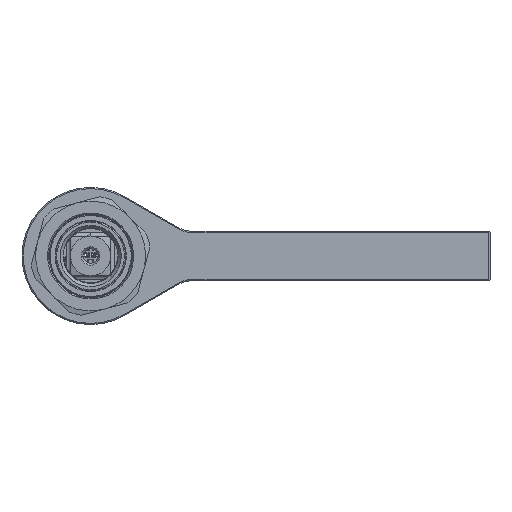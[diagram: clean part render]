
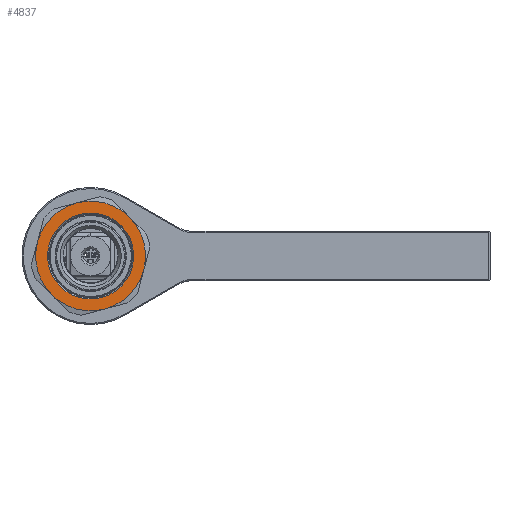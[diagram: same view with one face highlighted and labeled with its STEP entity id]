
A CAD part, left-side view. The second image highlights one B-rep face of the part: STEP entity #4837.
In plain terms, the highlighted planar face has unit normal (-1, 0, 0).
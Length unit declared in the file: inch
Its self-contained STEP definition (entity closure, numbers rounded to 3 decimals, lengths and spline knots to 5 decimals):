
#4317=CARTESIAN_POINT('',(-9.3009,0.,0.));
#4318=DIRECTION('',(1.,0.,0.));
#4319=DIRECTION('',(0.,0.966,0.259));
#4320=AXIS2_PLACEMENT_3D('',#4317,#4318,#4319);
#4322=CARTESIAN_POINT('',(-9.3009,0.,0.));
#4323=DIRECTION('',(1.,0.,0.));
#4324=DIRECTION('',(0.,0.707,0.707));
#4325=AXIS2_PLACEMENT_3D('',#4322,#4323,#4324);
#4327=CARTESIAN_POINT('',(-9.3009,0.,0.));
#4328=DIRECTION('',(1.,0.,0.));
#4329=DIRECTION('',(0.,0.259,0.966));
#4330=AXIS2_PLACEMENT_3D('',#4327,#4328,#4329);
#4332=CARTESIAN_POINT('',(-9.3009,0.,0.));
#4333=DIRECTION('',(1.,0.,0.));
#4334=DIRECTION('',(0.,-0.707,0.707));
#4335=AXIS2_PLACEMENT_3D('',#4332,#4333,#4334);
#4337=CARTESIAN_POINT('',(-9.3009,0.,0.));
#4338=DIRECTION('',(1.,0.,0.));
#4339=DIRECTION('',(0.,-0.966,-0.259));
#4340=AXIS2_PLACEMENT_3D('',#4337,#4338,#4339);
#4342=CARTESIAN_POINT('',(-9.3009,0.,0.));
#4343=DIRECTION('',(1.,0.,0.));
#4344=DIRECTION('',(0.,-0.259,-0.966));
#4345=AXIS2_PLACEMENT_3D('',#4342,#4343,#4344);
#4347=CARTESIAN_POINT('',(-9.3009,0.,0.));
#4348=DIRECTION('',(1.,0.,0.));
#4349=DIRECTION('',(0.,0.707,-0.707));
#4350=AXIS2_PLACEMENT_3D('',#4347,#4348,#4349);
#4352=CARTESIAN_POINT('',(-9.3009,0.,0.));
#4353=DIRECTION('',(-1.,0.,0.));
#4354=DIRECTION('',(0.,-0.707,0.707));
#4355=AXIS2_PLACEMENT_3D('',#4352,#4353,#4354);
#4357=CARTESIAN_POINT('',(-9.3009,0.,0.));
#4358=DIRECTION('',(-1.,0.,0.));
#4359=DIRECTION('',(0.,0.707,-0.707));
#4360=AXIS2_PLACEMENT_3D('',#4357,#4358,#4359);
#4720=CARTESIAN_POINT('',(-9.3009,0.35588,1.32815));
#4721=CARTESIAN_POINT('',(-9.3009,-0.97227,0.97227));
#4722=VERTEX_POINT('',#4720);
#4723=VERTEX_POINT('',#4721);
#4724=CARTESIAN_POINT('',(-9.3009,-1.32815,-0.35588));
#4725=VERTEX_POINT('',#4724);
#4726=CARTESIAN_POINT('',(-9.3009,-0.35588,-1.32815));
#4727=CARTESIAN_POINT('',(-9.3009,0.97227,-0.97227));
#4728=VERTEX_POINT('',#4726);
#4729=VERTEX_POINT('',#4727);
#4730=CARTESIAN_POINT('',(-9.3009,1.32815,0.35588));
#4731=VERTEX_POINT('',#4730);
#4732=CARTESIAN_POINT('',(-9.3009,-0.76226,0.76226));
#4733=CARTESIAN_POINT('',(-9.3009,0.76226,-0.76226));
#4734=VERTEX_POINT('',#4732);
#4735=VERTEX_POINT('',#4733);
#4742=CARTESIAN_POINT('',(-9.3009,0.97227,0.97227));
#4743=VERTEX_POINT('',#4742);
#4810=CARTESIAN_POINT('',(-9.3009,0.,0.));
#4811=DIRECTION('',(1.,0.,0.));
#4812=DIRECTION('',(0.,0.707,-0.707));
#4813=AXIS2_PLACEMENT_3D('',#4810,#4811,#4812);
#4814=PLANE('',#4813);
#4816=ORIENTED_EDGE('',*,*,#4815,.T.);
#4818=ORIENTED_EDGE('',*,*,#4817,.T.);
#4820=ORIENTED_EDGE('',*,*,#4819,.T.);
#4822=ORIENTED_EDGE('',*,*,#4821,.T.);
#4824=ORIENTED_EDGE('',*,*,#4823,.T.);
#4826=ORIENTED_EDGE('',*,*,#4825,.T.);
#4828=ORIENTED_EDGE('',*,*,#4827,.T.);
#4829=EDGE_LOOP('',(#4816,#4818,#4820,#4822,#4824,#4826,#4828));
#4830=FACE_OUTER_BOUND('',#4829,.F.);
#4832=ORIENTED_EDGE('',*,*,#4831,.T.);
#4834=ORIENTED_EDGE('',*,*,#4833,.T.);
#4835=EDGE_LOOP('',(#4832,#4834));
#4836=FACE_BOUND('',#4835,.F.);
#4837=ADVANCED_FACE('',(#4830,#4836),#4814,.F.);
#4321=CIRCLE('',#4320,1.375);
#4326=CIRCLE('',#4325,1.375);
#4331=CIRCLE('',#4330,1.375);
#4336=CIRCLE('',#4335,1.375);
#4341=CIRCLE('',#4340,1.375);
#4346=CIRCLE('',#4345,1.375);
#4351=CIRCLE('',#4350,1.375);
#4356=CIRCLE('',#4355,1.078);
#4361=CIRCLE('',#4360,1.078);
#4815=EDGE_CURVE('',#4731,#4743,#4321,.T.);
#4817=EDGE_CURVE('',#4743,#4722,#4326,.T.);
#4819=EDGE_CURVE('',#4722,#4723,#4331,.T.);
#4821=EDGE_CURVE('',#4723,#4725,#4336,.T.);
#4823=EDGE_CURVE('',#4725,#4728,#4341,.T.);
#4825=EDGE_CURVE('',#4728,#4729,#4346,.T.);
#4827=EDGE_CURVE('',#4729,#4731,#4351,.T.);
#4831=EDGE_CURVE('',#4734,#4735,#4356,.T.);
#4833=EDGE_CURVE('',#4735,#4734,#4361,.T.);
